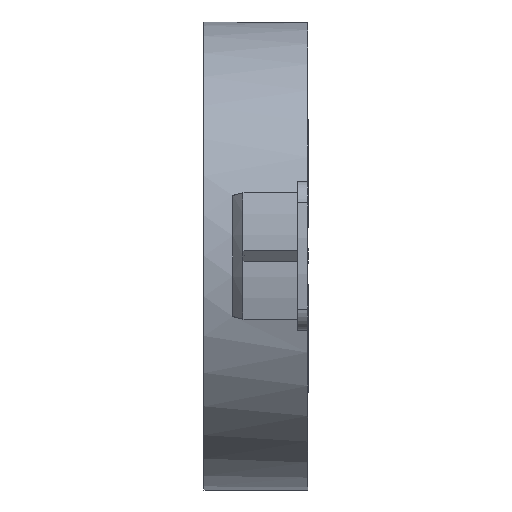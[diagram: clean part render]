
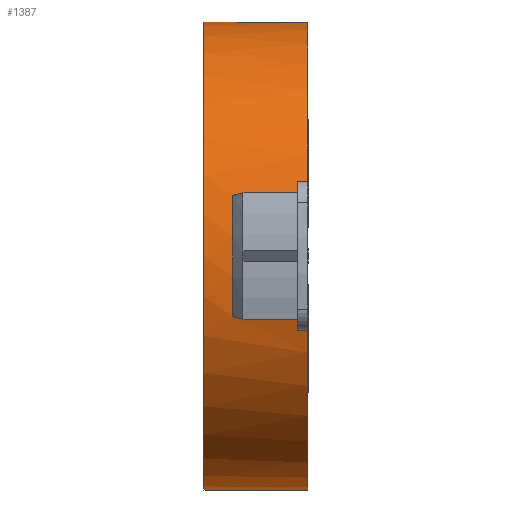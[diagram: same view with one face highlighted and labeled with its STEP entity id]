
A CAD part, front view. The second image highlights one B-rep face of the part: STEP entity #1387.
In plain terms, the highlighted cylindrical face has radius 90 mm (diameter 180 mm), a full revolution.
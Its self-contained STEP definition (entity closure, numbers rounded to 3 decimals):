
#22=FACE_BOUND('',#333,.T.);
#103=CIRCLE('',#1433,90.);
#114=CIRCLE('',#1458,90.);
#144=CIRCLE('',#1557,90.);
#159=CIRCLE('',#1584,90.);
#160=CIRCLE('',#1585,90.);
#178=CYLINDRICAL_SURFACE('',#1583,90.);
#251=FACE_OUTER_BOUND('',#332,.T.);
#332=EDGE_LOOP('',(#1226,#1227,#1228,#1229,#1230,#1231,#1232,#1233));
#333=EDGE_LOOP('',(#1234));
#365=LINE('',#2101,#453);
#369=LINE('',#2112,#457);
#391=LINE('',#2176,#479);
#395=LINE('',#2187,#483);
#453=VECTOR('',#1652,10.);
#457=VECTOR('',#1666,10.);
#479=VECTOR('',#1728,10.);
#483=VECTOR('',#1742,10.);
#540=VERTEX_POINT('',#2098);
#541=VERTEX_POINT('',#2100);
#542=VERTEX_POINT('',#2106);
#543=VERTEX_POINT('',#2110);
#564=VERTEX_POINT('',#2173);
#565=VERTEX_POINT('',#2175);
#566=VERTEX_POINT('',#2181);
#567=VERTEX_POINT('',#2185);
#648=VERTEX_POINT('',#2429);
#685=EDGE_CURVE('',#541,#540,#365,.T.);
#689=EDGE_CURVE('',#540,#542,#103,.T.);
#691=EDGE_CURVE('',#542,#543,#369,.T.);
#722=EDGE_CURVE('',#565,#564,#391,.T.);
#726=EDGE_CURVE('',#564,#566,#114,.T.);
#728=EDGE_CURVE('',#566,#567,#395,.T.);
#836=EDGE_CURVE('',#648,#648,#144,.T.);
#857=EDGE_CURVE('',#565,#543,#159,.T.);
#858=EDGE_CURVE('',#541,#567,#160,.T.);
#1226=ORIENTED_EDGE('',*,*,#691,.T.);
#1227=ORIENTED_EDGE('',*,*,#857,.F.);
#1228=ORIENTED_EDGE('',*,*,#722,.T.);
#1229=ORIENTED_EDGE('',*,*,#726,.T.);
#1230=ORIENTED_EDGE('',*,*,#728,.T.);
#1231=ORIENTED_EDGE('',*,*,#858,.F.);
#1232=ORIENTED_EDGE('',*,*,#685,.T.);
#1233=ORIENTED_EDGE('',*,*,#689,.T.);
#1234=ORIENTED_EDGE('',*,*,#836,.T.);
#1387=ADVANCED_FACE('',(#251,#22),#178,.T.);
#1433=AXIS2_PLACEMENT_3D('',#2108,#1661,#1662);
#1458=AXIS2_PLACEMENT_3D('',#2183,#1737,#1738);
#1557=AXIS2_PLACEMENT_3D('',#2430,#1971,#1972);
#1583=AXIS2_PLACEMENT_3D('',#2469,#2025,#2026);
#1584=AXIS2_PLACEMENT_3D('',#2470,#2027,#2028);
#1585=AXIS2_PLACEMENT_3D('',#2471,#2029,#2030);
#1652=DIRECTION('',(-1.,0.,0.));
#1661=DIRECTION('center_axis',(-1.,0.,0.));
#1662=DIRECTION('ref_axis',(0.,0.,-1.));
#1666=DIRECTION('',(1.,0.,0.));
#1728=DIRECTION('',(-1.,0.,0.));
#1737=DIRECTION('center_axis',(-1.,0.,0.));
#1738=DIRECTION('ref_axis',(0.,0.,-1.));
#1742=DIRECTION('',(1.,0.,0.));
#1971=DIRECTION('center_axis',(1.,0.,0.));
#1972=DIRECTION('ref_axis',(0.,0.,-1.));
#2025=DIRECTION('center_axis',(1.,0.,0.));
#2026=DIRECTION('ref_axis',(0.,0.,-1.));
#2027=DIRECTION('center_axis',(1.,0.,0.));
#2028=DIRECTION('ref_axis',(0.,0.,-1.));
#2029=DIRECTION('center_axis',(1.,0.,0.));
#2030=DIRECTION('ref_axis',(0.,0.,-1.));
#2098=CARTESIAN_POINT('',(-29.,-86.933,-23.294));
#2100=CARTESIAN_POINT('',(0.,-86.933,-23.294));
#2101=CARTESIAN_POINT('',(-20.,-86.933,-23.294));
#2106=CARTESIAN_POINT('',(-29.,-86.933,23.294));
#2108=CARTESIAN_POINT('Origin',(-29.,0.,0.));
#2110=CARTESIAN_POINT('',(0.,-86.933,23.294));
#2112=CARTESIAN_POINT('',(-20.,-86.933,23.294));
#2173=CARTESIAN_POINT('',(-29.,86.933,23.294));
#2175=CARTESIAN_POINT('',(0.,86.933,23.294));
#2176=CARTESIAN_POINT('',(-20.,86.933,23.294));
#2181=CARTESIAN_POINT('',(-29.,86.933,-23.294));
#2183=CARTESIAN_POINT('Origin',(-29.,0.,0.));
#2185=CARTESIAN_POINT('',(0.,86.933,-23.294));
#2187=CARTESIAN_POINT('',(-20.,86.933,-23.294));
#2429=CARTESIAN_POINT('',(-40.,0.,-90.));
#2430=CARTESIAN_POINT('Origin',(-40.,0.,0.));
#2469=CARTESIAN_POINT('Origin',(-20.,0.,0.));
#2470=CARTESIAN_POINT('Origin',(0.,0.,0.));
#2471=CARTESIAN_POINT('Origin',(0.,0.,0.));
